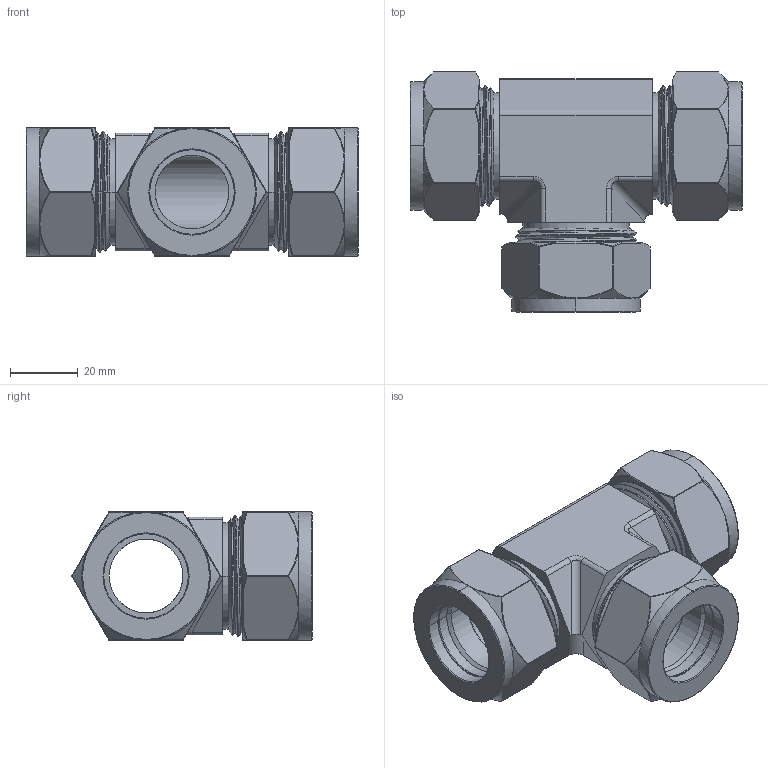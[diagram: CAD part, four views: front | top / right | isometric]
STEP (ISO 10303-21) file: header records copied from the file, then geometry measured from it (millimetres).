
FILE_DESCRIPTION((''),'2;1');
FILE_NAME('001_CTA_UNION_TEE_MASTER_ASM','2025-06-20T13:02:26',('Administrator'),(''),'CREO PARAMETRIC BY PTC INC, 2020414','CREO PARAMETRIC BY PTC INC, 2020414','');
FILE_SCHEMA(('AUTOMOTIVE_DESIGN { 1 0 10303 214 1 1 1 1 }'));
Length unit declared in the file: millimetre
Products named in the file (5): DIN2353-TUBE_CTA; DIN2353_TUBE_NUT_CTA; BACK_FERRULE_CTA; FRONT_FERRULE_CTA; 001_CTA_UNION_TEE_MASTER_ASM
Assembly tree (10 placements, depth 2):
  001_CTA_UNION_TEE_MASTER_ASM
    DIN2353-TUBE_CTA
    DIN2353_TUBE_NUT_CTA  x3
    BACK_FERRULE_CTA  x3
    FRONT_FERRULE_CTA  x3
Bounding box: 98.2 x 71 x 38 mm (x, y, z)
Volume: 78169.7 mm3; surface area: 51119.8 mm2
Topology: 10 solids, 10 shells, 606 faces, 1396 edges, 870 vertices
Faces by surface type: cylinder 164, bspline 121, torus 102, cone 90, sphere 72, plane 57
Entity records: 31859 total; most frequent: CARTESIAN_POINT 24936, ORIENTED_EDGE 1366, DIRECTION 1263, EDGE_CURVE 683, AXIS2_PLACEMENT_3D 527, VERTEX_POINT 402, EDGE_LOOP 309, FACE_OUTER_BOUND 294
